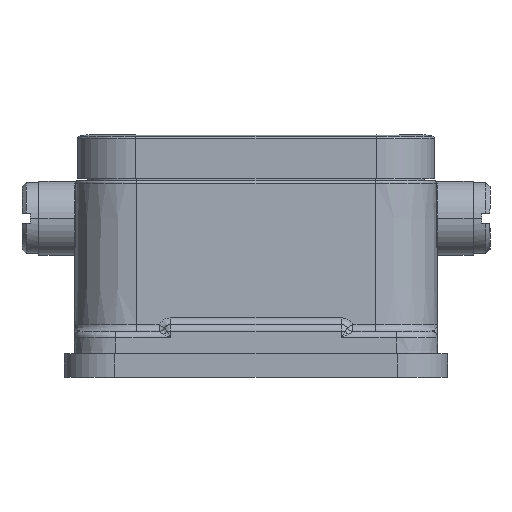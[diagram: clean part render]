
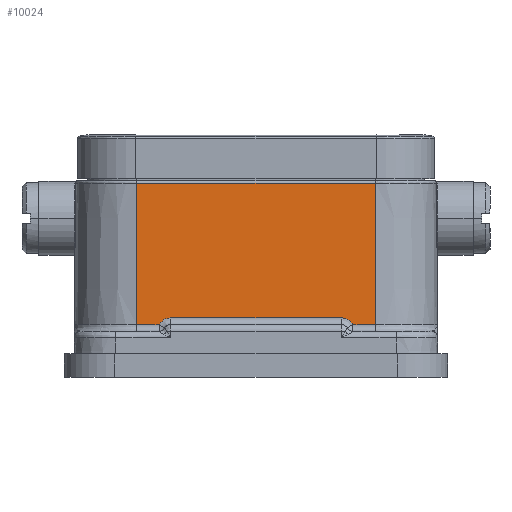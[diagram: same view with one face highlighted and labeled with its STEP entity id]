
A CAD part, left-side view. The second image highlights one B-rep face of the part: STEP entity #10024.
In plain terms, the highlighted planar face has unit normal (-1, 0, 0.009).
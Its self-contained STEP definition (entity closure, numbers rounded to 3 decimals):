
#394 = LINE ( 'NONE', #395, #8214 ) ;
#395 = CARTESIAN_POINT ( 'NONE',  ( -60., 14.25, 0. ) ) ;
#396 = DIRECTION ( 'NONE',  ( 0.009, 0., 1. ) ) ;
#399 = LINE ( 'NONE', #400, #8260 ) ;
#400 = CARTESIAN_POINT ( 'NONE',  ( -59.958, -21.75, 4.793 ) ) ;
#401 = DIRECTION ( 'NONE',  ( 0., -1., 0. ) ) ;
#1524 = PLANE ( 'NONE',  #8737 ) ;
#1525 = CARTESIAN_POINT ( 'NONE',  ( -60., -21.75, 0. ) ) ;
#1526 = DIRECTION ( 'NONE',  ( -1., 0., 0.009 ) ) ;
#1527 = DIRECTION ( 'NONE',  ( 0.009, 0., 1. ) ) ;
#1796 = B_SPLINE_CURVE_WITH_KNOTS ( 'NONE', 3,
 ( #2362, #2366, #2367, #2368, #2369, #2370, #2371, #2372, #2373, #2374, #2375, #2376, #2377, #2378, #2379, #2380 ),
 .UNSPECIFIED., .F., .F.,
 ( 4, 1, 2, 2, 2, 1, 2, 2, 4 ),
 ( 0., 0.125, 0.188, 0.25, 0.5, 0.625, 0.688, 0.75, 1. ),
 .UNSPECIFIED. ) ;
#1797 = B_SPLINE_CURVE_WITH_KNOTS ( 'NONE', 3,
 ( #2381, #2382, #2383, #2384, #2385, #2386, #2387, #2388, #2389, #2390, #2391, #2392, #2393, #2394, #2395, #2396 ),
 .UNSPECIFIED., .F., .F.,
 ( 4, 1, 2, 2, 2, 1, 2, 2, 4 ),
 ( 0., 0.125, 0.187, 0.25, 0.5, 0.625, 0.688, 0.75, 1. ),
 .UNSPECIFIED. ) ;
#2268 = LINE ( 'NONE', #2269, #7454 ) ;
#2269 = CARTESIAN_POINT ( 'NONE',  ( -59.811, -21.75, 21.703 ) ) ;
#2270 = DIRECTION ( 'NONE',  ( 0., 1., 0. ) ) ;
#2303 = LINE ( 'NONE', #2304, #7446 ) ;
#2304 = CARTESIAN_POINT ( 'NONE',  ( -59.951, -21.75, 5.593 ) ) ;
#2305 = DIRECTION ( 'NONE',  ( 0., -1., 0. ) ) ;
#2362 = CARTESIAN_POINT ( 'NONE',  ( -59.951, -10.2, 5.593 ) ) ;
#2366 = CARTESIAN_POINT ( 'NONE',  ( -59.951, -10.269, 5.593 ) ) ;
#2367 = CARTESIAN_POINT ( 'NONE',  ( -59.951, -10.371, 5.586 ) ) ;
#2368 = CARTESIAN_POINT ( 'NONE',  ( -59.951, -10.473, 5.57 ) ) ;
#2369 = CARTESIAN_POINT ( 'NONE',  ( -59.952, -10.54, 5.557 ) ) ;
#2370 = CARTESIAN_POINT ( 'NONE',  ( -59.952, -10.572, 5.549 ) ) ;
#2371 = CARTESIAN_POINT ( 'NONE',  ( -59.952, -10.744, 5.504 ) ) ;
#2372 = CARTESIAN_POINT ( 'NONE',  ( -59.952, -10.876, 5.45 ) ) ;
#2373 = CARTESIAN_POINT ( 'NONE',  ( -59.953, -11.061, 5.343 ) ) ;
#2374 = CARTESIAN_POINT ( 'NONE',  ( -59.954, -11.15, 5.284 ) ) ;
#2375 = CARTESIAN_POINT ( 'NONE',  ( -59.954, -11.232, 5.216 ) ) ;
#2376 = CARTESIAN_POINT ( 'NONE',  ( -59.955, -11.285, 5.169 ) ) ;
#2377 = CARTESIAN_POINT ( 'NONE',  ( -59.955, -11.312, 5.144 ) ) ;
#2378 = CARTESIAN_POINT ( 'NONE',  ( -59.956, -11.433, 5.022 ) ) ;
#2379 = CARTESIAN_POINT ( 'NONE',  ( -59.957, -11.516, 4.913 ) ) ;
#2380 = CARTESIAN_POINT ( 'NONE',  ( -59.958, -11.585, 4.793 ) ) ;
#2381 = CARTESIAN_POINT ( 'NONE',  ( -59.958, 11.585, 4.793 ) ) ;
#2382 = CARTESIAN_POINT ( 'NONE',  ( -59.958, 11.551, 4.853 ) ) ;
#2383 = CARTESIAN_POINT ( 'NONE',  ( -59.957, 11.494, 4.938 ) ) ;
#2384 = CARTESIAN_POINT ( 'NONE',  ( -59.956, 11.429, 5.018 ) ) ;
#2385 = CARTESIAN_POINT ( 'NONE',  ( -59.956, 11.384, 5.07 ) ) ;
#2386 = CARTESIAN_POINT ( 'NONE',  ( -59.956, 11.361, 5.094 ) ) ;
#2387 = CARTESIAN_POINT ( 'NONE',  ( -59.954, 11.236, 5.221 ) ) ;
#2388 = CARTESIAN_POINT ( 'NONE',  ( -59.954, 11.123, 5.307 ) ) ;
#2389 = CARTESIAN_POINT ( 'NONE',  ( -59.953, 10.938, 5.414 ) ) ;
#2390 = CARTESIAN_POINT ( 'NONE',  ( -59.952, 10.842, 5.461 ) ) ;
#2391 = CARTESIAN_POINT ( 'NONE',  ( -59.952, 10.743, 5.498 ) ) ;
#2392 = CARTESIAN_POINT ( 'NONE',  ( -59.952, 10.675, 5.521 ) ) ;
#2393 = CARTESIAN_POINT ( 'NONE',  ( -59.952, 10.64, 5.532 ) ) ;
#2394 = CARTESIAN_POINT ( 'NONE',  ( -59.951, 10.474, 5.575 ) ) ;
#2395 = CARTESIAN_POINT ( 'NONE',  ( -59.951, 10.338, 5.593 ) ) ;
#2396 = CARTESIAN_POINT ( 'NONE',  ( -59.951, 10.2, 5.593 ) ) ;
#3016 = VECTOR ( 'NONE', #3918, 1000. ) ;
#3916 = LINE ( 'NONE', #3917, #3016 ) ;
#3917 = CARTESIAN_POINT ( 'NONE',  ( -60., -14.25, 0. ) ) ;
#3918 = DIRECTION ( 'NONE',  ( 0.009, 0., 1. ) ) ;
#7296 = CARTESIAN_POINT ( 'NONE',  ( -59.811, 14.25, 21.703 ) ) ;
#7297 = CARTESIAN_POINT ( 'NONE',  ( -59.951, 10.2, 5.593 ) ) ;
#7308 = CARTESIAN_POINT ( 'NONE',  ( -59.951, -10.2, 5.593 ) ) ;
#7310 = CARTESIAN_POINT ( 'NONE',  ( -59.958, -14.25, 4.793 ) ) ;
#7316 = CARTESIAN_POINT ( 'NONE',  ( -59.958, -11.585, 4.793 ) ) ;
#7318 = CARTESIAN_POINT ( 'NONE',  ( -59.958, 11.585, 4.793 ) ) ;
#7446 = VECTOR ( 'NONE', #2305, 1000. ) ;
#7454 = VECTOR ( 'NONE', #2270, 1000. ) ;
#8126 = VERTEX_POINT ( 'NONE', #11945 ) ;
#8214 = VECTOR ( 'NONE', #396, 1000. ) ;
#8260 = VECTOR ( 'NONE', #401, 1000. ) ;
#8364 = VECTOR ( 'NONE', #14126, 1000. ) ;
#8735 = FACE_OUTER_BOUND ( 'NONE', #12974, .T. ) ;
#8737 = AXIS2_PLACEMENT_3D ( 'NONE', #1525, #1526, #1527 ) ;
#9022 = VERTEX_POINT ( 'NONE', #12061 ) ;
#9534 = EDGE_CURVE ( 'NONE', #14157, #14151, #14124, .T. ) ;
#9618 = EDGE_CURVE ( 'NONE', #8126, #14137, #394, .T. ) ;
#9620 = EDGE_CURVE ( 'NONE', #8126, #14159, #399, .T. ) ;
#10024 = ADVANCED_FACE ( 'NONE', ( #8735 ), #1524, .T. ) ;
#10189 = EDGE_CURVE ( 'NONE', #9022, #14137, #2268, .T. ) ;
#10194 = EDGE_CURVE ( 'NONE', #14138, #14149, #2303, .T. ) ;
#10211 = EDGE_CURVE ( 'NONE', #14149, #14157, #1796, .T. ) ;
#10212 = EDGE_CURVE ( 'NONE', #14159, #14138, #1797, .T. ) ;
#10360 = EDGE_CURVE ( 'NONE', #14151, #9022, #3916, .T. ) ;
#11945 = CARTESIAN_POINT ( 'NONE',  ( -59.958, 14.25, 4.793 ) ) ;
#12061 = CARTESIAN_POINT ( 'NONE',  ( -59.811, -14.25, 21.703 ) ) ;
#12620 = ORIENTED_EDGE ( 'NONE', *, *, #10194, .T. ) ;
#12622 = ORIENTED_EDGE ( 'NONE', *, *, #9620, .T. ) ;
#12623 = ORIENTED_EDGE ( 'NONE', *, *, #10212, .T. ) ;
#12624 = ORIENTED_EDGE ( 'NONE', *, *, #10189, .T. ) ;
#12625 = ORIENTED_EDGE ( 'NONE', *, *, #9618, .F. ) ;
#12626 = ORIENTED_EDGE ( 'NONE', *, *, #9534, .T. ) ;
#12627 = ORIENTED_EDGE ( 'NONE', *, *, #10211, .T. ) ;
#12628 = ORIENTED_EDGE ( 'NONE', *, *, #10360, .T. ) ;
#12974 = EDGE_LOOP ( 'NONE', ( #12627, #12626, #12628, #12624, #12625, #12622, #12623, #12620 ) ) ;
#14124 = LINE ( 'NONE', #14125, #8364 ) ;
#14125 = CARTESIAN_POINT ( 'NONE',  ( -59.958, -21.75, 4.793 ) ) ;
#14126 = DIRECTION ( 'NONE',  ( 0., -1., 0. ) ) ;
#14137 = VERTEX_POINT ( 'NONE', #7296 ) ;
#14138 = VERTEX_POINT ( 'NONE', #7297 ) ;
#14149 = VERTEX_POINT ( 'NONE', #7308 ) ;
#14151 = VERTEX_POINT ( 'NONE', #7310 ) ;
#14157 = VERTEX_POINT ( 'NONE', #7316 ) ;
#14159 = VERTEX_POINT ( 'NONE', #7318 ) ;
